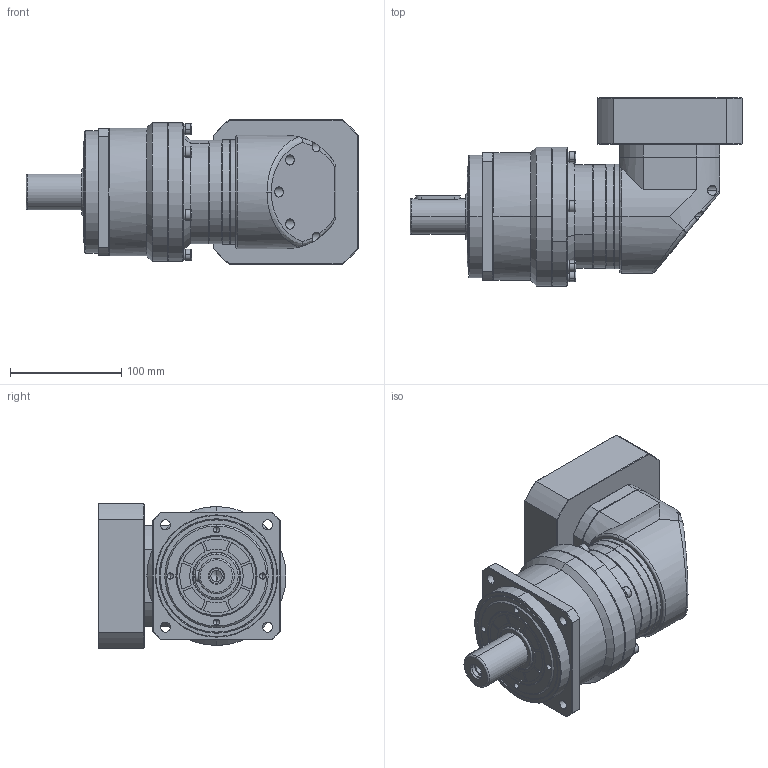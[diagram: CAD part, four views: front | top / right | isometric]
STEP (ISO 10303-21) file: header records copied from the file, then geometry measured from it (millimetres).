
FILE_DESCRIPTION((''),'2;1');
FILE_NAME('TNR115L2-110-22-60-M8-145SLDASM_ASM','2024-06-28T13:48:32',('mayn'),(''),'CREO PARAMETRIC BY PTC INC, 2020053','CREO PARAMETRIC BY PTC INC, 2020053','');
FILE_SCHEMA(('CONFIG_CONTROL_DESIGN'));
Length unit declared in the file: millimetre
Products named in the file (20): __20001; _5_5__5_5__1000; _TN115_0001_ASM; HEXAGON_SOCKET_HEAD_CAP_SC-5945; HEXAGON_SOCKET_HEAD_CAP_SC-6054; SPRING_LOCK_WASHERS--NORM-16681; HEX_SOCKET_SET_SCREWS_WITH_FLAT; SPRING_LOCK_WASHERS--NORMA-6105; HEXAGON_SOCKET_HEAD_CAP_S-16743; TNR900003; HEXAGON_SOCKET_HEAD_CAP_S-16621; TN1150001; TN90_D110-M8-145F10001; TNR900001; TNR900002; _KBR90-D220001; TNR90_SLDPRT0001; 40X50X500; TNR115L2-110-22-60-M8-145SLDA_1_ASM; TNR115L2-110-22-60-M8-145SLDASM_ASM
Assembly tree (64 placements, depth 4):
  TNR115L2-110-22-60-M8-145SLDASM_ASM
    TNR115L2-110-22-60-M8-145SLDA_1_ASM
      _TN115_0001_ASM
        __20001
        _5_5__5_5__1000
      HEXAGON_SOCKET_HEAD_CAP_SC-5945  x6
      HEXAGON_SOCKET_HEAD_CAP_SC-6054  x7
      SPRING_LOCK_WASHERS--NORM-16681  x19
      HEX_SOCKET_SET_SCREWS_WITH_FLAT
      SPRING_LOCK_WASHERS--NORMA-6105  x6
      HEXAGON_SOCKET_HEAD_CAP_S-16743  x6
      TNR900003
      HEXAGON_SOCKET_HEAD_CAP_S-16621  x7
      TN1150001
      TN90_D110-M8-145F10001
      TNR900001
      TNR900002
      _KBR90-D220001
      TNR90_SLDPRT0001
      40X50X500
Bounding box: 298.5 x 169 x 130 mm (x, y, z)
Volume: 2486806.5 mm3; surface area: 318960.2 mm2
Topology: 62 solids, 62 shells, 1620 faces, 3941 edges, 2469 vertices
Faces by surface type: plane 674, cylinder 646, cone 221, torus 73, bspline 6
Entity records: 27653 total; most frequent: CARTESIAN_POINT 5556, DIRECTION 5042, ORIENTED_EDGE 4242, EDGE_CURVE 2121, AXIS2_PLACEMENT_3D 2088, VERTEX_POINT 1375, CIRCLE 1107, EDGE_LOOP 1014
